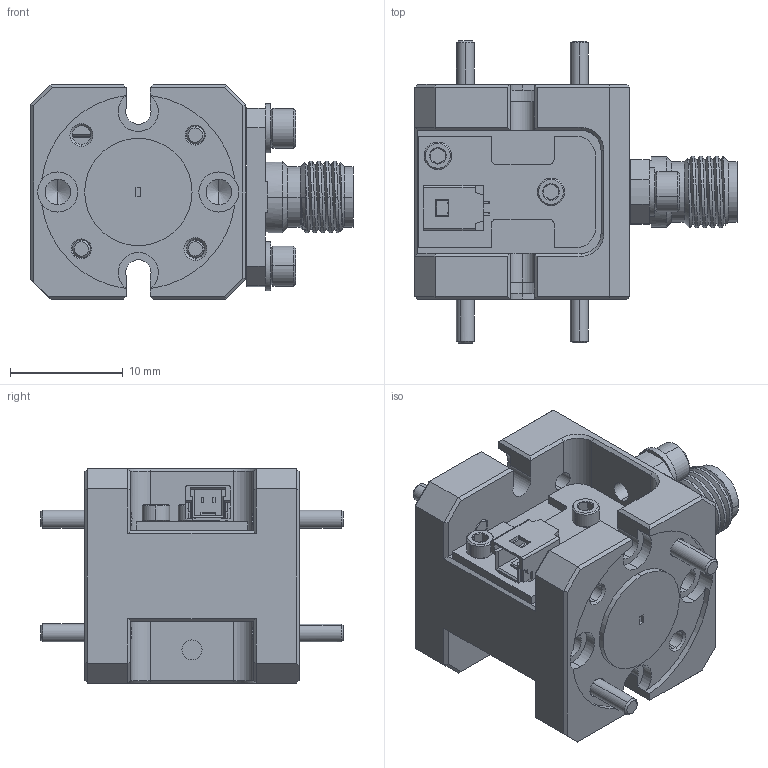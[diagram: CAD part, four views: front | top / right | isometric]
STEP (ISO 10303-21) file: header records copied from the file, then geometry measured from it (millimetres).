
FILE_DESCRIPTION (( 'STEP AP214' ), '1' );
FILE_NAME ('FS-ED03-A-2, Defeatured.STEP', '2025-06-26T19:13:38', ( '' ), ( '' ), 'SwSTEP 2.0', 'SolidWorks 2021', '' );
FILE_SCHEMA (( 'AUTOMOTIVE_DESIGN' ));
Length unit declared in the file: inch
Products named in the file (1): FS-ED03-A-2, Defeatured
Bounding box: 28.57 x 26.8 x 19.05 mm (x, y, z)
Volume: 4858.6 mm3; surface area: 4064.1 mm2
Topology: 1 solids, 5 shells, 746 faces, 1799 edges, 1103 vertices
Faces by surface type: plane 397, cylinder 178, cone 169, bspline 2
Entity records: 32287 total; most frequent: CARTESIAN_POINT 5047, DIRECTION 3718, ORIENTED_EDGE 3582, EDGE_CURVE 1791, AXIS2_PLACEMENT_3D 1293, LINE 1132, VECTOR 1132, VERTEX_POINT 1103
